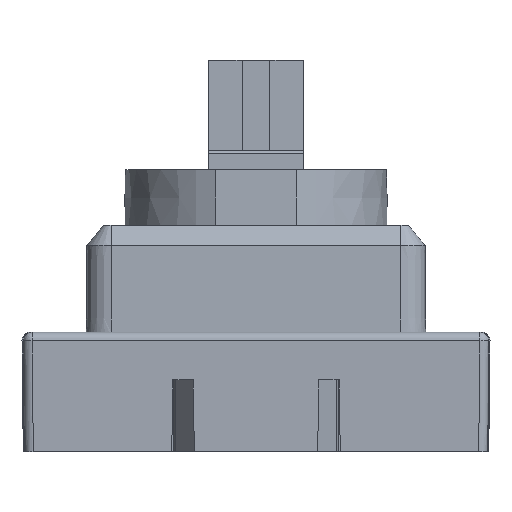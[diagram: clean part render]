
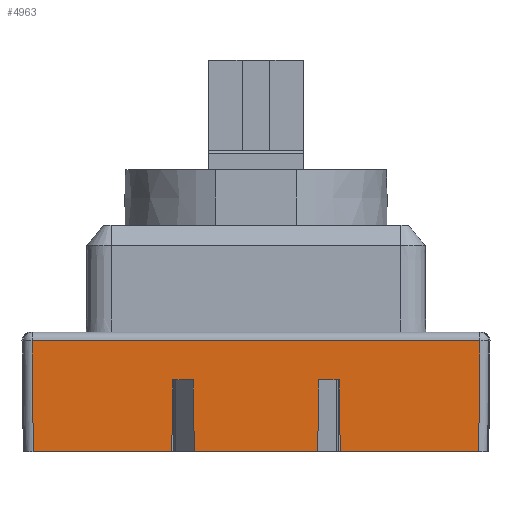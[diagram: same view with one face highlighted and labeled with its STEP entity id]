
A CAD part, front view. The second image highlights one B-rep face of the part: STEP entity #4963.
In plain terms, the highlighted planar face has unit normal (0, -1, -0.011).
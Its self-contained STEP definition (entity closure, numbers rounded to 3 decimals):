
#450=FACE_OUTER_BOUND('',#717,.T.);
#717=EDGE_LOOP('',(#3922,#3923,#3924,#3925,#3926,#3927,#3928,#3929,#3930,
#3931,#3932,#3933));
#1228=LINE('',#8710,#1775);
#1229=LINE('',#8712,#1776);
#1230=LINE('',#8714,#1777);
#1231=LINE('',#8716,#1778);
#1232=LINE('',#8718,#1779);
#1233=LINE('',#8720,#1780);
#1234=LINE('',#8722,#1781);
#1235=LINE('',#8724,#1782);
#1236=LINE('',#8726,#1783);
#1237=LINE('',#8728,#1784);
#1238=LINE('',#8730,#1785);
#1239=LINE('',#8731,#1786);
#1775=VECTOR('',#6355,1000.);
#1776=VECTOR('',#6356,1000.);
#1777=VECTOR('',#6357,1000.);
#1778=VECTOR('',#6358,1000.);
#1779=VECTOR('',#6359,1000.);
#1780=VECTOR('',#6360,1000.);
#1781=VECTOR('',#6361,1000.);
#1782=VECTOR('',#6362,1000.);
#1783=VECTOR('',#6363,1000.);
#1784=VECTOR('',#6364,1000.);
#1785=VECTOR('',#6365,1000.);
#1786=VECTOR('',#6366,1000.);
#2319=VERTEX_POINT('',#8708);
#2320=VERTEX_POINT('',#8709);
#2321=VERTEX_POINT('',#8711);
#2322=VERTEX_POINT('',#8713);
#2323=VERTEX_POINT('',#8715);
#2324=VERTEX_POINT('',#8717);
#2325=VERTEX_POINT('',#8719);
#2326=VERTEX_POINT('',#8721);
#2327=VERTEX_POINT('',#8723);
#2328=VERTEX_POINT('',#8725);
#2329=VERTEX_POINT('',#8727);
#2330=VERTEX_POINT('',#8729);
#2936=EDGE_CURVE('',#2319,#2320,#1228,.T.);
#2937=EDGE_CURVE('',#2321,#2319,#1229,.T.);
#2938=EDGE_CURVE('',#2322,#2321,#1230,.T.);
#2939=EDGE_CURVE('',#2323,#2322,#1231,.T.);
#2940=EDGE_CURVE('',#2324,#2323,#1232,.T.);
#2941=EDGE_CURVE('',#2325,#2324,#1233,.T.);
#2942=EDGE_CURVE('',#2326,#2325,#1234,.T.);
#2943=EDGE_CURVE('',#2327,#2326,#1235,.T.);
#2944=EDGE_CURVE('',#2328,#2327,#1236,.T.);
#2945=EDGE_CURVE('',#2329,#2328,#1237,.T.);
#2946=EDGE_CURVE('',#2330,#2329,#1238,.T.);
#2947=EDGE_CURVE('',#2320,#2330,#1239,.T.);
#3922=ORIENTED_EDGE('',*,*,#2936,.F.);
#3923=ORIENTED_EDGE('',*,*,#2937,.F.);
#3924=ORIENTED_EDGE('',*,*,#2938,.F.);
#3925=ORIENTED_EDGE('',*,*,#2939,.F.);
#3926=ORIENTED_EDGE('',*,*,#2940,.F.);
#3927=ORIENTED_EDGE('',*,*,#2941,.F.);
#3928=ORIENTED_EDGE('',*,*,#2942,.F.);
#3929=ORIENTED_EDGE('',*,*,#2943,.F.);
#3930=ORIENTED_EDGE('',*,*,#2944,.F.);
#3931=ORIENTED_EDGE('',*,*,#2945,.F.);
#3932=ORIENTED_EDGE('',*,*,#2946,.F.);
#3933=ORIENTED_EDGE('',*,*,#2947,.F.);
#4761=PLANE('',#5352);
#4963=ADVANCED_FACE('',(#450),#4761,.F.);
#5352=AXIS2_PLACEMENT_3D('',#8707,#6353,#6354);
#6353=DIRECTION('center_axis',(0.,1.,0.011));
#6354=DIRECTION('ref_axis',(0.,-0.011,1.));
#6355=DIRECTION('',(1.,0.,0.));
#6356=DIRECTION('',(-0.011,-0.011,1.));
#6357=DIRECTION('',(-1.,0.,0.));
#6358=DIRECTION('',(-0.017,0.011,-1.));
#6359=DIRECTION('',(-1.,0.,0.));
#6360=DIRECTION('',(-0.017,-0.011,1.));
#6361=DIRECTION('',(-1.,0.,0.));
#6362=DIRECTION('',(-0.017,0.011,-1.));
#6363=DIRECTION('',(-1.,0.,0.));
#6364=DIRECTION('',(-0.017,-0.011,1.));
#6365=DIRECTION('',(-1.,0.,0.));
#6366=DIRECTION('',(-0.011,0.011,-1.));
#8707=CARTESIAN_POINT('Origin',(9.25,-10.4,4.4));
#8708=CARTESIAN_POINT('',(-8.9,-10.4,4.4));
#8709=CARTESIAN_POINT('',(8.9,-10.4,4.4));
#8710=CARTESIAN_POINT('',(0.051,-10.4,4.4));
#8711=CARTESIAN_POINT('',(-8.85,-10.35,0.));
#8712=CARTESIAN_POINT('',(-8.901,-10.401,4.451));
#8713=CARTESIAN_POINT('',(-3.35,-10.35,0.));
#8714=CARTESIAN_POINT('',(9.25,-10.35,0.));
#8715=CARTESIAN_POINT('',(-3.3,-10.382,2.85));
#8716=CARTESIAN_POINT('',(-3.3,-10.382,2.85));
#8717=CARTESIAN_POINT('',(-2.5,-10.382,2.85));
#8718=CARTESIAN_POINT('',(9.25,-10.382,2.85));
#8719=CARTESIAN_POINT('',(-2.45,-10.35,0.));
#8720=CARTESIAN_POINT('',(-2.45,-10.35,0.));
#8721=CARTESIAN_POINT('',(2.45,-10.35,0.));
#8722=CARTESIAN_POINT('',(9.25,-10.35,0.));
#8723=CARTESIAN_POINT('',(2.5,-10.382,2.85));
#8724=CARTESIAN_POINT('',(2.5,-10.382,2.85));
#8725=CARTESIAN_POINT('',(3.3,-10.382,2.85));
#8726=CARTESIAN_POINT('',(9.25,-10.382,2.85));
#8727=CARTESIAN_POINT('',(3.35,-10.35,0.));
#8728=CARTESIAN_POINT('',(3.35,-10.35,0.));
#8729=CARTESIAN_POINT('',(8.85,-10.35,0.));
#8730=CARTESIAN_POINT('',(9.25,-10.35,0.));
#8731=CARTESIAN_POINT('',(8.9,-10.4,4.4));
